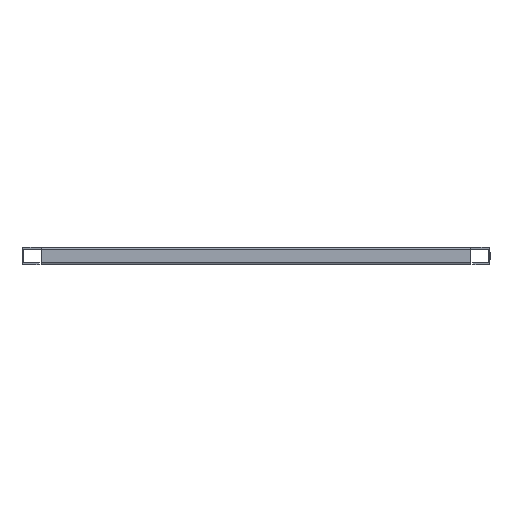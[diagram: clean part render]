
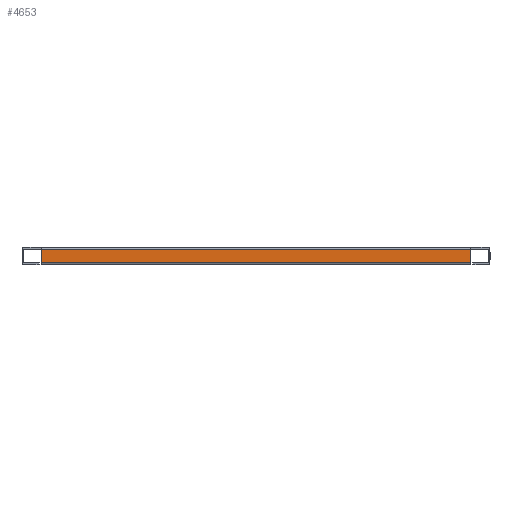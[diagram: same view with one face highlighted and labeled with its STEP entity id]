
A CAD part, front view. The second image highlights one B-rep face of the part: STEP entity #4653.
In plain terms, the highlighted planar face has unit normal (0, -1, 0).
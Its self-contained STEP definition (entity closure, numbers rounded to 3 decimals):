
#104 = CARTESIAN_POINT ( 'NONE',  ( 314.5, -597.51, -19.99 ) ) ;
#168 = CARTESIAN_POINT ( 'NONE',  ( 314.5, -597.51, -0.01 ) ) ;
#172 = CARTESIAN_POINT ( 'NONE',  ( -314.5, -597.51, -0.01 ) ) ;
#173 = CARTESIAN_POINT ( 'NONE',  ( -314.5, -597.51, -19.99 ) ) ;
#573 = EDGE_CURVE ( 'NONE', #2114, #2127, #2689, .T. ) ;
#576 = EDGE_CURVE ( 'NONE', #2221, #2127, #2685, .T. ) ;
#578 = EDGE_CURVE ( 'NONE', #2114, #2112, #684, .T. ) ;
#583 = EDGE_CURVE ( 'NONE', #2112, #2221, #668, .T. ) ;
#668 = LINE ( 'NONE', #1517, #673 ) ;
#673 = VECTOR ( 'NONE', #1507, 1000. ) ;
#678 = VECTOR ( 'NONE', #1522, 1000. ) ;
#681 = VECTOR ( 'NONE', #1527, 1000. ) ;
#684 = LINE ( 'NONE', #1526, #678 ) ;
#687 = VECTOR ( 'NONE', #1535, 1000. ) ;
#1507 = DIRECTION ( 'NONE',  ( 1., 0., 0. ) ) ;
#1517 = CARTESIAN_POINT ( 'NONE',  ( -314.5, -597.51, -19.99 ) ) ;
#1522 = DIRECTION ( 'NONE',  ( 0., 0., -1. ) ) ;
#1526 = CARTESIAN_POINT ( 'NONE',  ( -314.5, -597.51, -20. ) ) ;
#1527 = DIRECTION ( 'NONE',  ( 0., 0., 1. ) ) ;
#1533 = CARTESIAN_POINT ( 'NONE',  ( 314.5, -597.51, -20. ) ) ;
#1535 = DIRECTION ( 'NONE',  ( 1., 0., 0. ) ) ;
#1538 = CARTESIAN_POINT ( 'NONE',  ( 314.5, -597.51, -0.01 ) ) ;
#1820 = EDGE_LOOP ( 'NONE', ( #5150, #5147, #5143, #5144 ) ) ;
#2112 = VERTEX_POINT ( 'NONE', #173 ) ;
#2114 = VERTEX_POINT ( 'NONE', #172 ) ;
#2127 = VERTEX_POINT ( 'NONE', #168 ) ;
#2221 = VERTEX_POINT ( 'NONE', #104 ) ;
#2685 = LINE ( 'NONE', #1533, #681 ) ;
#2689 = LINE ( 'NONE', #1538, #687 ) ;
#2832 = FACE_OUTER_BOUND ( 'NONE', #1820, .T. ) ;
#4034 = DIRECTION ( 'NONE',  ( 0., 0., 1. ) ) ;
#4035 = DIRECTION ( 'NONE',  ( 0., 1., 0. ) ) ;
#4036 = CARTESIAN_POINT ( 'NONE',  ( 314.5, -597.51, -20. ) ) ;
#4037 = PLANE ( 'NONE',  #4456 ) ;
#4456 = AXIS2_PLACEMENT_3D ( 'NONE', #4036, #4035, #4034 ) ;
#4653 = ADVANCED_FACE ( 'NONE', ( #2832 ), #4037, .F. ) ;
#5143 = ORIENTED_EDGE ( 'NONE', *, *, #573, .F. ) ;
#5144 = ORIENTED_EDGE ( 'NONE', *, *, #578, .T. ) ;
#5147 = ORIENTED_EDGE ( 'NONE', *, *, #576, .T. ) ;
#5150 = ORIENTED_EDGE ( 'NONE', *, *, #583, .T. ) ;
